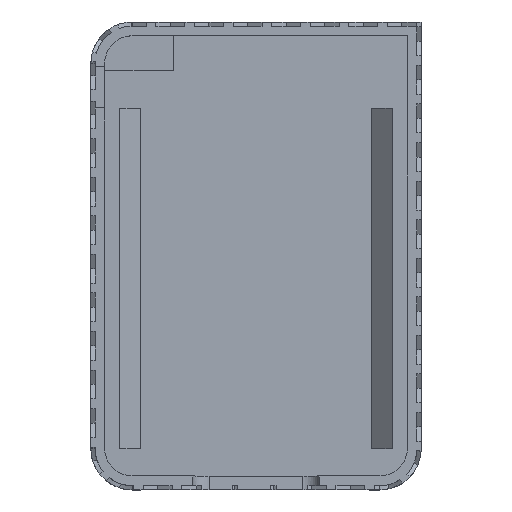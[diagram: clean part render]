
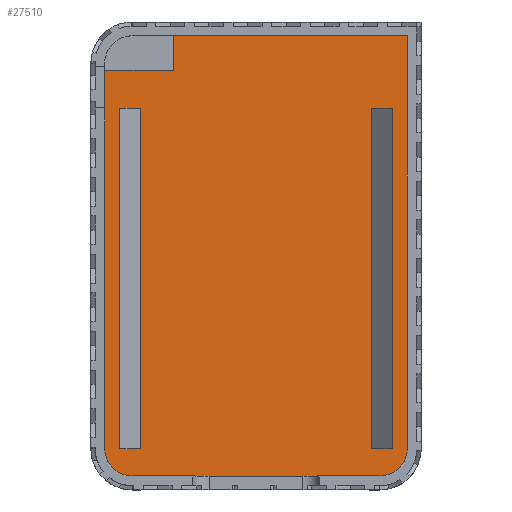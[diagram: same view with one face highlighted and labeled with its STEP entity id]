
A CAD part, top view. The second image highlights one B-rep face of the part: STEP entity #27510.
In plain terms, the highlighted planar face has unit normal (0, 0, 1).
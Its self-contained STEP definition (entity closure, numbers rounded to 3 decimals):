
#202=FACE_BOUND('',#11590,.T.);
#203=FACE_BOUND('',#11591,.T.);
#1472=PLANE('',#28875);
#5003=LINE('',#45434,#8580);
#5004=LINE('',#45437,#8581);
#5009=LINE('',#45447,#8586);
#5010=LINE('',#45450,#8587);
#5013=LINE('',#45455,#8590);
#5014=LINE('',#45457,#8591);
#5016=LINE('',#45461,#8593);
#5017=LINE('',#45463,#8594);
#5018=LINE('',#45467,#8595);
#5022=LINE('',#45475,#8599);
#5027=LINE('',#45487,#8604);
#5028=LINE('',#45491,#8605);
#5029=LINE('',#45495,#8606);
#5030=LINE('',#45496,#8607);
#8580=VECTOR('',#35063,10.);
#8581=VECTOR('',#35066,10.);
#8586=VECTOR('',#35073,10.);
#8587=VECTOR('',#35076,10.);
#8590=VECTOR('',#35081,10.);
#8591=VECTOR('',#35084,10.);
#8593=VECTOR('',#35088,10.);
#8594=VECTOR('',#35091,10.);
#8595=VECTOR('',#35094,10.);
#8599=VECTOR('',#35100,10.);
#8604=VECTOR('',#35111,10.);
#8605=VECTOR('',#35114,10.);
#8606=VECTOR('',#35117,10.);
#8607=VECTOR('',#35118,10.);
#10094=FACE_OUTER_BOUND('',#11589,.T.);
#11589=EDGE_LOOP('',(#25445,#25446,#25447,#25448,#25449,#25450,#25451,#25452));
#11590=EDGE_LOOP('',(#25453,#25454,#25455,#25456));
#11591=EDGE_LOOP('',(#25457,#25458,#25459,#25460));
#11674=CIRCLE('',#28876,2.);
#11675=CIRCLE('',#28877,2.);
#14448=VERTEX_POINT('',#45427);
#14451=VERTEX_POINT('',#45432);
#14452=VERTEX_POINT('',#45436);
#14453=VERTEX_POINT('',#45440);
#14456=VERTEX_POINT('',#45445);
#14457=VERTEX_POINT('',#45449);
#14458=VERTEX_POINT('',#45453);
#14459=VERTEX_POINT('',#45459);
#14460=VERTEX_POINT('',#45465);
#14461=VERTEX_POINT('',#45466);
#14464=VERTEX_POINT('',#45474);
#14468=VERTEX_POINT('',#45486);
#14469=VERTEX_POINT('',#45488);
#14470=VERTEX_POINT('',#45490);
#14471=VERTEX_POINT('',#45492);
#14472=VERTEX_POINT('',#45494);
#18284=EDGE_CURVE('',#14448,#14451,#5003,.T.);
#18285=EDGE_CURVE('',#14452,#14448,#5004,.T.);
#18290=EDGE_CURVE('',#14453,#14456,#5009,.T.);
#18291=EDGE_CURVE('',#14457,#14453,#5010,.T.);
#18294=EDGE_CURVE('',#14451,#14458,#5013,.T.);
#18295=EDGE_CURVE('',#14458,#14452,#5014,.T.);
#18297=EDGE_CURVE('',#14456,#14459,#5016,.T.);
#18298=EDGE_CURVE('',#14459,#14457,#5017,.T.);
#18299=EDGE_CURVE('',#14460,#14461,#5018,.T.);
#18303=EDGE_CURVE('',#14461,#14464,#5022,.T.);
#18309=EDGE_CURVE('',#14464,#14468,#5027,.F.);
#18310=EDGE_CURVE('',#14468,#14469,#11674,.F.);
#18311=EDGE_CURVE('',#14469,#14470,#5028,.F.);
#18312=EDGE_CURVE('',#14470,#14471,#11675,.F.);
#18313=EDGE_CURVE('',#14471,#14472,#5029,.F.);
#18314=EDGE_CURVE('',#14472,#14460,#5030,.F.);
#25445=ORIENTED_EDGE('',*,*,#18299,.T.);
#25446=ORIENTED_EDGE('',*,*,#18303,.T.);
#25447=ORIENTED_EDGE('',*,*,#18309,.T.);
#25448=ORIENTED_EDGE('',*,*,#18310,.T.);
#25449=ORIENTED_EDGE('',*,*,#18311,.T.);
#25450=ORIENTED_EDGE('',*,*,#18312,.T.);
#25451=ORIENTED_EDGE('',*,*,#18313,.T.);
#25452=ORIENTED_EDGE('',*,*,#18314,.T.);
#25453=ORIENTED_EDGE('',*,*,#18285,.T.);
#25454=ORIENTED_EDGE('',*,*,#18284,.T.);
#25455=ORIENTED_EDGE('',*,*,#18294,.T.);
#25456=ORIENTED_EDGE('',*,*,#18295,.T.);
#25457=ORIENTED_EDGE('',*,*,#18291,.T.);
#25458=ORIENTED_EDGE('',*,*,#18290,.T.);
#25459=ORIENTED_EDGE('',*,*,#18297,.T.);
#25460=ORIENTED_EDGE('',*,*,#18298,.T.);
#27510=ADVANCED_FACE('',(#10094,#202,#203),#1472,.F.);
#28875=AXIS2_PLACEMENT_3D('',#45485,#35109,#35110);
#28876=AXIS2_PLACEMENT_3D('',#45489,#35112,#35113);
#28877=AXIS2_PLACEMENT_3D('',#45493,#35115,#35116);
#35063=DIRECTION('',(0.,1.,0.));
#35066=DIRECTION('',(-1.,0.,0.));
#35073=DIRECTION('',(0.,-1.,0.));
#35076=DIRECTION('',(1.,0.,0.));
#35081=DIRECTION('',(1.,0.,0.));
#35084=DIRECTION('',(0.,-1.,0.));
#35088=DIRECTION('',(-1.,0.,0.));
#35091=DIRECTION('',(0.,1.,0.));
#35094=DIRECTION('',(0.,-1.,0.));
#35100=DIRECTION('',(-1.,0.,0.));
#35109=DIRECTION('center_axis',(0.,0.,-1.));
#35110=DIRECTION('ref_axis',(-1.,0.,0.));
#35111=DIRECTION('',(0.,1.,0.));
#35112=DIRECTION('center_axis',(0.,0.,-1.));
#35113=DIRECTION('ref_axis',(-1.,0.,0.));
#35114=DIRECTION('',(-1.,0.,0.));
#35115=DIRECTION('center_axis',(0.,0.,-1.));
#35116=DIRECTION('ref_axis',(0.,-1.,0.));
#35117=DIRECTION('',(0.,-1.,0.));
#35118=DIRECTION('',(1.,0.,0.));
#45427=CARTESIAN_POINT('',(20.4,3.,1.));
#45432=CARTESIAN_POINT('',(20.4,27.75,1.));
#45434=CARTESIAN_POINT('',(20.4,22.375,1.));
#45436=CARTESIAN_POINT('',(21.9,3.,1.));
#45437=CARTESIAN_POINT('',(16.2,3.,1.));
#45440=CARTESIAN_POINT('',(3.6,27.75,1.));
#45445=CARTESIAN_POINT('',(3.6,3.,1.));
#45447=CARTESIAN_POINT('',(3.6,10.,1.));
#45449=CARTESIAN_POINT('',(2.1,27.75,1.));
#45450=CARTESIAN_POINT('',(7.8,27.75,1.));
#45453=CARTESIAN_POINT('',(21.9,27.75,1.));
#45455=CARTESIAN_POINT('',(16.95,27.75,1.));
#45457=CARTESIAN_POINT('',(21.9,10.,1.));
#45459=CARTESIAN_POINT('',(2.1,3.,1.));
#45461=CARTESIAN_POINT('',(7.05,3.,1.));
#45463=CARTESIAN_POINT('',(2.1,22.375,1.));
#45465=CARTESIAN_POINT('',(6.,33.,1.));
#45466=CARTESIAN_POINT('',(6.,30.5,1.));
#45467=CARTESIAN_POINT('',(6.,23.75,1.));
#45474=CARTESIAN_POINT('',(1.,30.5,1.));
#45475=CARTESIAN_POINT('',(6.5,30.5,1.));
#45485=CARTESIAN_POINT('Origin',(12.,17.,1.));
#45486=CARTESIAN_POINT('',(1.,3.,1.));
#45487=CARTESIAN_POINT('',(1.,10.,1.));
#45488=CARTESIAN_POINT('',(3.,1.,1.));
#45489=CARTESIAN_POINT('Origin',(3.,3.,1.));
#45490=CARTESIAN_POINT('',(21.,1.,1.));
#45491=CARTESIAN_POINT('',(16.5,1.,1.));
#45492=CARTESIAN_POINT('',(23.,3.,1.));
#45493=CARTESIAN_POINT('Origin',(21.,3.,1.));
#45494=CARTESIAN_POINT('',(23.,33.,1.));
#45495=CARTESIAN_POINT('',(23.,25.,1.));
#45496=CARTESIAN_POINT('',(7.5,33.,1.));
